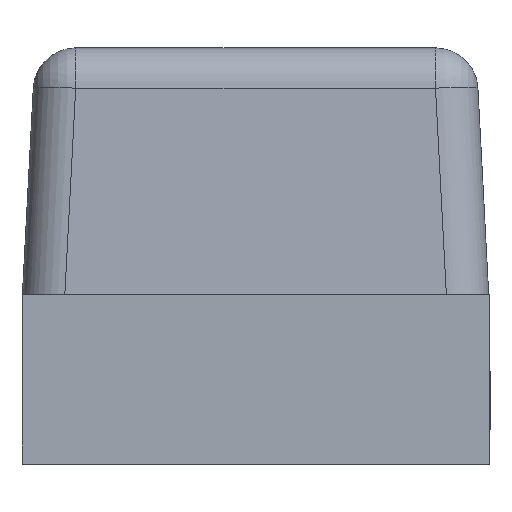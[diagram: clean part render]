
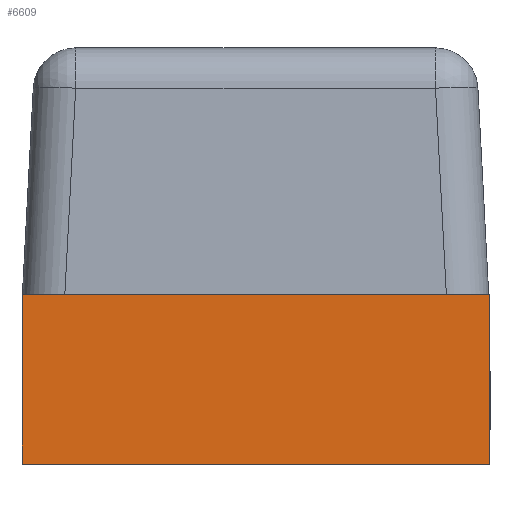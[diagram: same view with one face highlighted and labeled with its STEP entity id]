
A CAD part, left-side view. The second image highlights one B-rep face of the part: STEP entity #6609.
In plain terms, the highlighted planar face has unit normal (-1, 0, 0).
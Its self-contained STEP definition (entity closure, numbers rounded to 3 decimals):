
#70 = CARTESIAN_POINT ( 'NONE',  ( -0.535, -0.275, -0.01 ) ) ;
#899 = CARTESIAN_POINT ( 'NONE',  ( -0.535, 0.275, -0.01 ) ) ;
#1359 = EDGE_LOOP ( 'NONE', ( #6321, #4270, #9058, #4665 ) ) ;
#2622 = VERTEX_POINT ( 'NONE', #6900 ) ;
#2652 = EDGE_CURVE ( 'NONE', #12098, #3999, #5048, .T. ) ;
#2909 = VECTOR ( 'NONE', #4024, 1000. ) ;
#2919 = EDGE_CURVE ( 'NONE', #2622, #3999, #4780, .T. ) ;
#3442 = AXIS2_PLACEMENT_3D ( 'NONE', #11785, #3502, #7629 ) ;
#3502 = DIRECTION ( 'NONE',  ( 1., 0., 0. ) ) ;
#3999 = VERTEX_POINT ( 'NONE', #70 ) ;
#4024 = DIRECTION ( 'NONE',  ( 0., -1., 0. ) ) ;
#4270 = ORIENTED_EDGE ( 'NONE', *, *, #9803, .F. ) ;
#4665 = ORIENTED_EDGE ( 'NONE', *, *, #2919, .T. ) ;
#4780 = LINE ( 'NONE', #899, #6244 ) ;
#4992 = CARTESIAN_POINT ( 'NONE',  ( -0.535, 0.275, 0.18 ) ) ;
#5032 = DIRECTION ( 'NONE',  ( 0., -1., 0. ) ) ;
#5048 = LINE ( 'NONE', #9205, #10383 ) ;
#6077 = DIRECTION ( 'NONE',  ( 0., 0., -1. ) ) ;
#6231 = CARTESIAN_POINT ( 'NONE',  ( -0.535, 0.275, 0.19 ) ) ;
#6244 = VECTOR ( 'NONE', #5032, 1000. ) ;
#6321 = ORIENTED_EDGE ( 'NONE', *, *, #2652, .F. ) ;
#6609 = ADVANCED_FACE ( 'NONE', ( #11659 ), #10653, .F. ) ;
#6900 = CARTESIAN_POINT ( 'NONE',  ( -0.535, 0.275, -0.01 ) ) ;
#7629 = DIRECTION ( 'NONE',  ( 0., 0., 1. ) ) ;
#9058 = ORIENTED_EDGE ( 'NONE', *, *, #11704, .T. ) ;
#9205 = CARTESIAN_POINT ( 'NONE',  ( -0.535, -0.275, 0.18 ) ) ;
#9803 = EDGE_CURVE ( 'NONE', #11591, #12098, #10281, .T. ) ;
#10281 = LINE ( 'NONE', #12289, #2909 ) ;
#10383 = VECTOR ( 'NONE', #13322, 1000. ) ;
#10653 = PLANE ( 'NONE',  #3442 ) ;
#11179 = LINE ( 'NONE', #4992, #11386 ) ;
#11386 = VECTOR ( 'NONE', #6077, 1000. ) ;
#11591 = VERTEX_POINT ( 'NONE', #6231 ) ;
#11659 = FACE_OUTER_BOUND ( 'NONE', #1359, .T. ) ;
#11704 = EDGE_CURVE ( 'NONE', #11591, #2622, #11179, .T. ) ;
#11785 = CARTESIAN_POINT ( 'NONE',  ( -0.535, 0.275, 0.18 ) ) ;
#12098 = VERTEX_POINT ( 'NONE', #12622 ) ;
#12289 = CARTESIAN_POINT ( 'NONE',  ( -0.535, 0.275, 0.19 ) ) ;
#12622 = CARTESIAN_POINT ( 'NONE',  ( -0.535, -0.275, 0.19 ) ) ;
#13322 = DIRECTION ( 'NONE',  ( 0., 0., -1. ) ) ;
